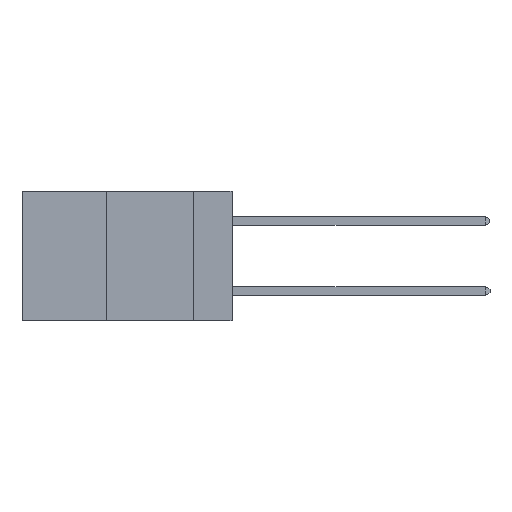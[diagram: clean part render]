
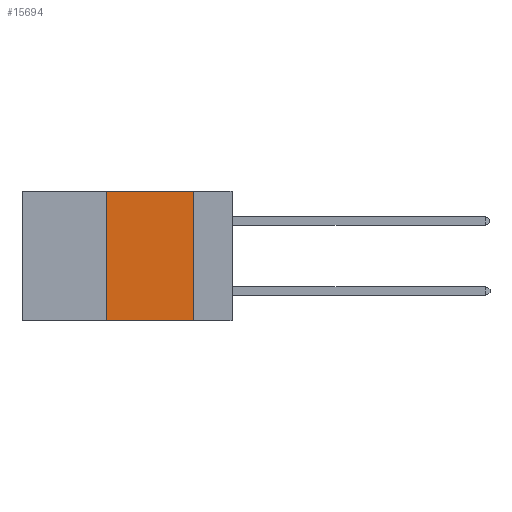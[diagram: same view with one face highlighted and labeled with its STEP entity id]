
A CAD part, left-side view. The second image highlights one B-rep face of the part: STEP entity #15694.
In plain terms, the highlighted planar face has unit normal (-1, 0, 0).
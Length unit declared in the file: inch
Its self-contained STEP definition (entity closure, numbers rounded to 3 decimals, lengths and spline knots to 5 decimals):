
#896 = VERTEX_POINT ( 'NONE', #16608 ) ;
#942 = VERTEX_POINT ( 'NONE', #3995 ) ;
#1601 = ORIENTED_EDGE ( 'NONE', *, *, #6256, .T. ) ;
#1756 = DIRECTION ( 'NONE',  ( 0., 0., 1. ) ) ;
#2073 = ORIENTED_EDGE ( 'NONE', *, *, #13715, .F. ) ;
#2504 = VECTOR ( 'NONE', #4490, 39.37008 ) ;
#3133 = DIRECTION ( 'NONE',  ( 0., -1., 0. ) ) ;
#3450 = LINE ( 'NONE', #11649, #2504 ) ;
#3995 = CARTESIAN_POINT ( 'NONE',  ( 0., 0.36, 0. ) ) ;
#4455 = VECTOR ( 'NONE', #1756, 39.37008 ) ;
#4490 = DIRECTION ( 'NONE',  ( 0., -1., 0. ) ) ;
#4798 = CARTESIAN_POINT ( 'NONE',  ( 0., 0.6, 0. ) ) ;
#5857 = LINE ( 'NONE', #10166, #9283 ) ;
#5950 = ORIENTED_EDGE ( 'NONE', *, *, #12616, .F. ) ;
#6106 = CARTESIAN_POINT ( 'NONE',  ( 0., 0.36, 0. ) ) ;
#6256 = EDGE_CURVE ( 'NONE', #896, #11734, #3450, .T. ) ;
#6273 = DIRECTION ( 'NONE',  ( 0., 0., -1. ) ) ;
#8179 = EDGE_CURVE ( 'NONE', #16064, #11734, #5857, .T. ) ;
#8442 = CARTESIAN_POINT ( 'NONE',  ( 0., 0.11, 0. ) ) ;
#9135 = PLANE ( 'NONE',  #14194 ) ;
#9283 = VECTOR ( 'NONE', #11549, 39.37008 ) ;
#9854 = CARTESIAN_POINT ( 'NONE',  ( 0., 0.11, -0.37 ) ) ;
#9890 = EDGE_LOOP ( 'NONE', ( #17240, #5950, #2073, #1601 ) ) ;
#10166 = CARTESIAN_POINT ( 'NONE',  ( 0., 0.11, 0. ) ) ;
#10422 = VECTOR ( 'NONE', #3133, 39.37008 ) ;
#11549 = DIRECTION ( 'NONE',  ( 0., 0., -1. ) ) ;
#11649 = CARTESIAN_POINT ( 'NONE',  ( 0., 0.6, -0.37 ) ) ;
#11734 = VERTEX_POINT ( 'NONE', #9854 ) ;
#11995 = LINE ( 'NONE', #6106, #4455 ) ;
#12616 = EDGE_CURVE ( 'NONE', #942, #16064, #13668, .T. ) ;
#13069 = CARTESIAN_POINT ( 'NONE',  ( 0., 0.6, 0. ) ) ;
#13668 = LINE ( 'NONE', #13069, #10422 ) ;
#13715 = EDGE_CURVE ( 'NONE', #896, #942, #11995, .T. ) ;
#14194 = AXIS2_PLACEMENT_3D ( 'NONE', #4798, #14702, #6273 ) ;
#14702 = DIRECTION ( 'NONE',  ( 1., 0., 0. ) ) ;
#15222 = FACE_OUTER_BOUND ( 'NONE', #9890, .T. ) ;
#15694 = ADVANCED_FACE ( 'NONE', ( #15222 ), #9135, .F. ) ;
#16064 = VERTEX_POINT ( 'NONE', #8442 ) ;
#16608 = CARTESIAN_POINT ( 'NONE',  ( 0., 0.36, -0.37 ) ) ;
#17240 = ORIENTED_EDGE ( 'NONE', *, *, #8179, .F. ) ;
